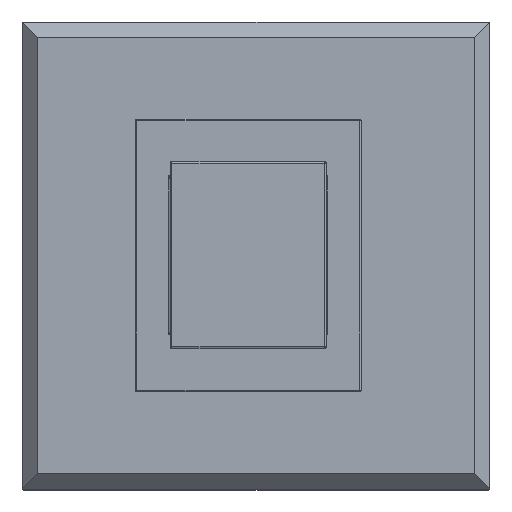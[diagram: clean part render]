
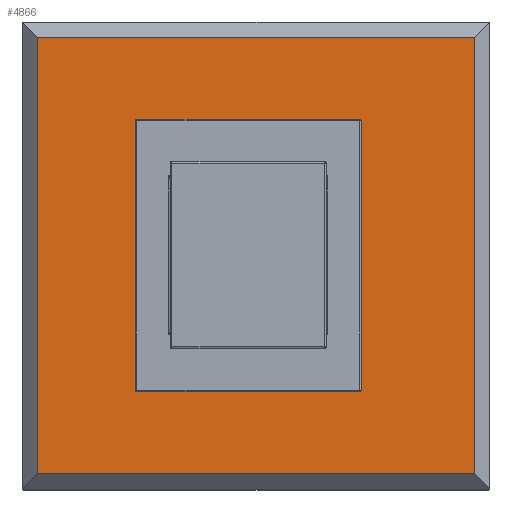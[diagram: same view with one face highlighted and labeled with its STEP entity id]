
A CAD part, top view. The second image highlights one B-rep face of the part: STEP entity #4866.
In plain terms, the highlighted planar face has unit normal (0, 0, 1).
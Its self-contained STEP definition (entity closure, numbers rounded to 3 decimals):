
#80 = DIRECTION ( 'NONE',  ( 0., -1., 0. ) ) ;
#96 = EDGE_CURVE ( 'NONE', #7322, #11029, #5247, .T. ) ;
#565 = VERTEX_POINT ( 'NONE', #7376 ) ;
#978 = CARTESIAN_POINT ( 'NONE',  ( 0., 2.8, 5.2 ) ) ;
#1017 = CARTESIAN_POINT ( 'NONE',  ( 2.8, 0., 5.2 ) ) ;
#1391 = EDGE_LOOP ( 'NONE', ( #3293, #10672, #1714, #5280 ) ) ;
#1714 = ORIENTED_EDGE ( 'NONE', *, *, #96, .F. ) ;
#1819 = CARTESIAN_POINT ( 'NONE',  ( 0., -2.8, 5.2 ) ) ;
#1821 = FACE_OUTER_BOUND ( 'NONE', #1391, .T. ) ;
#1971 = CARTESIAN_POINT ( 'NONE',  ( 2.8, 2.8, 5.2 ) ) ;
#2063 = EDGE_CURVE ( 'NONE', #11029, #3076, #6903, .T. ) ;
#2739 = EDGE_CURVE ( 'NONE', #3076, #565, #6133, .T. ) ;
#3076 = VERTEX_POINT ( 'NONE', #5438 ) ;
#3293 = ORIENTED_EDGE ( 'NONE', *, *, #2739, .F. ) ;
#4518 = CARTESIAN_POINT ( 'NONE',  ( 0., 0., 5.2 ) ) ;
#4571 = DIRECTION ( 'NONE',  ( 1., 0., 0. ) ) ;
#4692 = DIRECTION ( 'NONE',  ( 0., 0., 1. ) ) ;
#4704 = CARTESIAN_POINT ( 'NONE',  ( -2.8, 2.8, 5.2 ) ) ;
#4866 = ADVANCED_FACE ( 'NONE', ( #1821 ), #9564, .T. ) ;
#5247 = LINE ( 'NONE', #978, #5474 ) ;
#5280 = ORIENTED_EDGE ( 'NONE', *, *, #5753, .F. ) ;
#5438 = CARTESIAN_POINT ( 'NONE',  ( 2.8, -2.8, 5.2 ) ) ;
#5474 = VECTOR ( 'NONE', #9682, 1000. ) ;
#5715 = VECTOR ( 'NONE', #6905, 1000. ) ;
#5753 = EDGE_CURVE ( 'NONE', #565, #7322, #6004, .T. ) ;
#5782 = AXIS2_PLACEMENT_3D ( 'NONE', #4518, #4692, #4571 ) ;
#6004 = LINE ( 'NONE', #6839, #7002 ) ;
#6066 = DIRECTION ( 'NONE',  ( 0., 1., 0. ) ) ;
#6133 = LINE ( 'NONE', #1819, #5715 ) ;
#6839 = CARTESIAN_POINT ( 'NONE',  ( -2.8, 0., 5.2 ) ) ;
#6903 = LINE ( 'NONE', #1017, #10715 ) ;
#6905 = DIRECTION ( 'NONE',  ( -1., 0., 0. ) ) ;
#7002 = VECTOR ( 'NONE', #6066, 1000. ) ;
#7322 = VERTEX_POINT ( 'NONE', #4704 ) ;
#7376 = CARTESIAN_POINT ( 'NONE',  ( -2.8, -2.8, 5.2 ) ) ;
#9564 = PLANE ( 'NONE',  #5782 ) ;
#9682 = DIRECTION ( 'NONE',  ( 1., 0., 0. ) ) ;
#10672 = ORIENTED_EDGE ( 'NONE', *, *, #2063, .F. ) ;
#10715 = VECTOR ( 'NONE', #80, 1000. ) ;
#11029 = VERTEX_POINT ( 'NONE', #1971 ) ;
